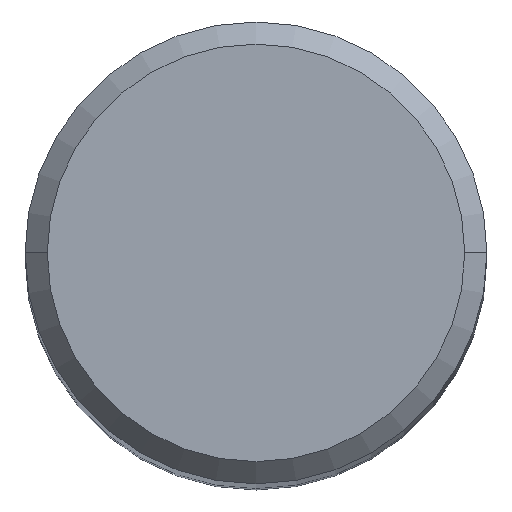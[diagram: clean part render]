
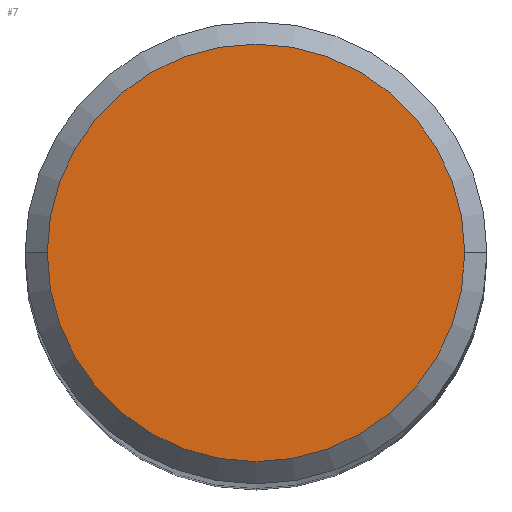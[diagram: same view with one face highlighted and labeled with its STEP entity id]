
A CAD part, top view. The second image highlights one B-rep face of the part: STEP entity #7.
In plain terms, the highlighted planar face has unit normal (0, 0, 1).
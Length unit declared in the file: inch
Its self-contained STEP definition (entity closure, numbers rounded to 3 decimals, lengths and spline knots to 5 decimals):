
#2 = CIRCLE ( 'NONE', #264, 0.14125 ) ;
#7 = ADVANCED_FACE ( 'NONE', ( #196 ), #62, .T. ) ;
#62 = PLANE ( 'NONE',  #161 ) ;
#69 = AXIS2_PLACEMENT_3D ( 'NONE', #120, #204, #286 ) ;
#76 = DIRECTION ( 'NONE',  ( 0., 0., 1. ) ) ;
#109 = CARTESIAN_POINT ( 'NONE',  ( -0.14125, 0., 2.5 ) ) ;
#120 = CARTESIAN_POINT ( 'NONE',  ( 0., 0., 2.5 ) ) ;
#140 = DIRECTION ( 'NONE',  ( 0., 0., 1. ) ) ;
#158 = ORIENTED_EDGE ( 'NONE', *, *, #203, .T. ) ;
#161 = AXIS2_PLACEMENT_3D ( 'NONE', #285, #140, #310 ) ;
#180 = CARTESIAN_POINT ( 'NONE',  ( 0., 0., 2.5 ) ) ;
#183 = CIRCLE ( 'NONE', #69, 0.14125 ) ;
#190 = VERTEX_POINT ( 'NONE', #202 ) ;
#196 = FACE_OUTER_BOUND ( 'NONE', #304, .T. ) ;
#202 = CARTESIAN_POINT ( 'NONE',  ( 0.14125, 0., 2.5 ) ) ;
#203 = EDGE_CURVE ( 'NONE', #320, #190, #183, .T. ) ;
#204 = DIRECTION ( 'NONE',  ( 0., 0., 1. ) ) ;
#220 = ORIENTED_EDGE ( 'NONE', *, *, #228, .T. ) ;
#228 = EDGE_CURVE ( 'NONE', #190, #320, #2, .T. ) ;
#239 = DIRECTION ( 'NONE',  ( 1., 0., 0. ) ) ;
#264 = AXIS2_PLACEMENT_3D ( 'NONE', #180, #76, #239 ) ;
#285 = CARTESIAN_POINT ( 'NONE',  ( 0., 0., 2.5 ) ) ;
#286 = DIRECTION ( 'NONE',  ( 1., 0., 0. ) ) ;
#304 = EDGE_LOOP ( 'NONE', ( #158, #220 ) ) ;
#310 = DIRECTION ( 'NONE',  ( 1., 0., 0. ) ) ;
#320 = VERTEX_POINT ( 'NONE', #109 ) ;
